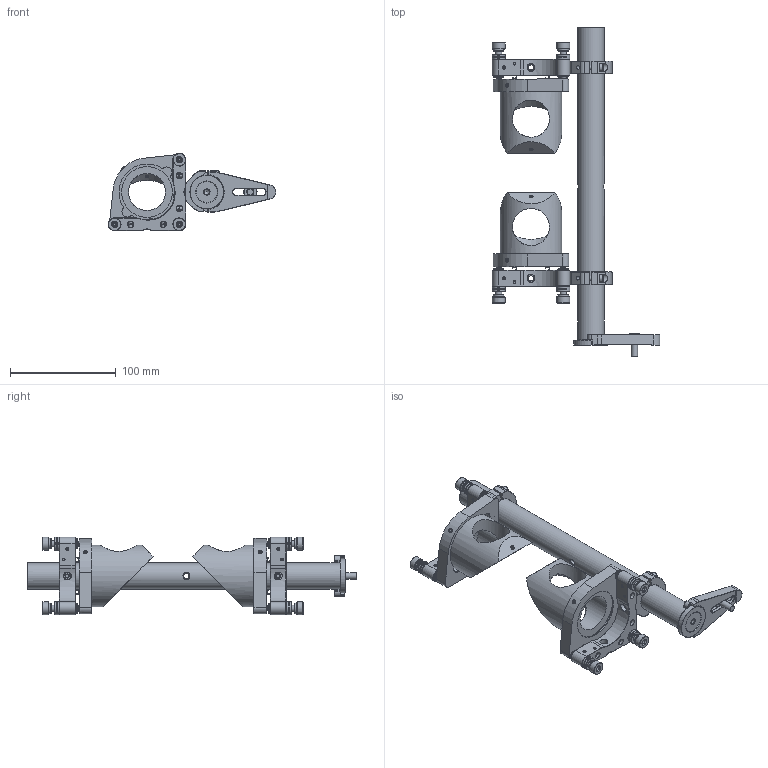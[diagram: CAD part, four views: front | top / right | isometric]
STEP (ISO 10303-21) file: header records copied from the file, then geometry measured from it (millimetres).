
FILE_DESCRIPTION (( 'STEP AP203' ), '1' );
FILE_NAME ('528151.STEP', '2024-09-02T03:29:06', ( 'Windows User' ), ( 'P R C' ), 'SwSTEP 2.0', 'SolidWorks 2020', '' );
FILE_SCHEMA (( 'CONFIG_CONTROL_DESIGN' ));
Products named in the file (1): 528151
Bounding box: 158 x 310.5 x 73 mm (x, y, z)
Volume: 387910.1 mm3; surface area: 137709.5 mm2
Topology: 83 solids, 83 shells, 1623 faces, 3674 edges, 2239 vertices
Faces by surface type: plane 653, cylinder 441, cone 356, bspline 173
Full cylindrical faces by diameter (mm): 2 x2, 2.5 x22, 3 x24, 3.3 x17, 3.99 x6, 4 x17, 4.5 x2, 5 x10, 6 x47, 6.4 x1, 6.5 x6, 7.2 x3, 7.5 x4, 8 x6, 9.5 x18, 10 x6, 10.2 x1, 12 x12, 12.5 x1, 25 x1, 32 x1, 35 x4, 47.8 x2, 50.8 x2, 58 x2
Entity records: 61472 total; most frequent: CARTESIAN_POINT 29264, DIRECTION 6647, ORIENTED_EDGE 5838, EDGE_CURVE 2919, AXIS2_PLACEMENT_3D 2709, EDGE_LOOP 2345, VERTEX_POINT 2038, FACE_OUTER_BOUND 1905
